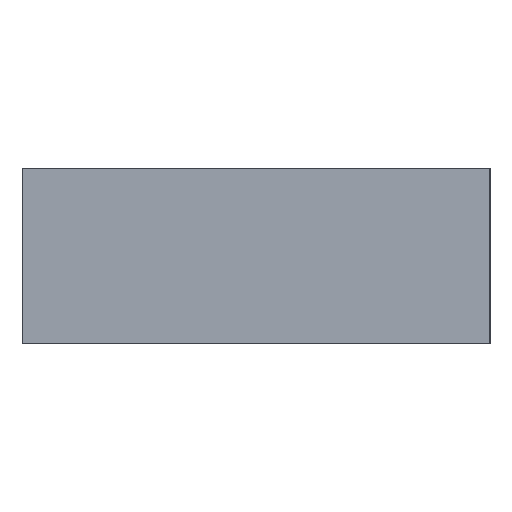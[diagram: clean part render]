
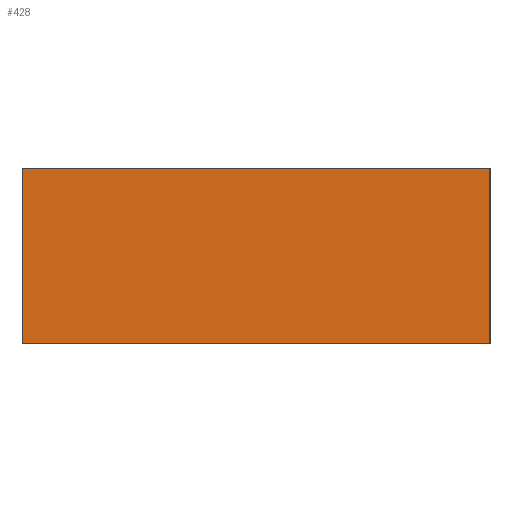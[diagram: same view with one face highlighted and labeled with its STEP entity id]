
A CAD part, left-side view. The second image highlights one B-rep face of the part: STEP entity #428.
In plain terms, the highlighted planar face has unit normal (-1, 0, 0).
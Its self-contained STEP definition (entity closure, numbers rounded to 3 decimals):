
#124=CARTESIAN_POINT('',(-5.0,-4.0,-1.5));
#125=VERTEX_POINT('',#124);
#132=CARTESIAN_POINT('',(-5.0,4.0,-1.5));
#133=VERTEX_POINT('',#132);
#134=CARTESIAN_POINT('',(-5.0,4.0,-1.5));
#135=DIRECTION('',(0.0,-1.0,0.0));
#136=VECTOR('',#135,8.0);
#137=LINE('',#134,#136);
#138=EDGE_CURVE('',#133,#125,#137,.T.);
#311=CARTESIAN_POINT('',(-5.0,4.0,1.5));
#312=VERTEX_POINT('',#311);
#313=CARTESIAN_POINT('',(-5.0,4.0,1.5));
#314=DIRECTION('',(0.0,0.0,-1.0));
#315=VECTOR('',#314,3.);
#316=LINE('',#313,#315);
#317=EDGE_CURVE('',#312,#133,#316,.T.);
#394=CARTESIAN_POINT('',(-5.0,-4.0,1.5));
#395=VERTEX_POINT('',#394);
#402=CARTESIAN_POINT('',(-5.0,-4.0,1.5));
#403=DIRECTION('',(0.0,0.0,-1.0));
#404=VECTOR('',#403,3.);
#405=LINE('',#402,#404);
#406=EDGE_CURVE('',#395,#125,#405,.T.);
#412=CARTESIAN_POINT('',(-5.0,0.0,0.0));
#413=DIRECTION('',(-1.0,0.0,0.0));
#414=DIRECTION('',(0.0,0.0,1.0));
#415=AXIS2_PLACEMENT_3D('',#412,#413,#414);
#416=PLANE('',#415);
#417=CARTESIAN_POINT('',(-5.0,-4.0,1.5));
#418=DIRECTION('',(0.0,1.0,0.0));
#419=VECTOR('',#418,8.0);
#420=LINE('',#417,#419);
#421=EDGE_CURVE('',#395,#312,#420,.T.);
#422=ORIENTED_EDGE('',*,*,#421,.T.);
#423=ORIENTED_EDGE('',*,*,#317,.T.);
#424=ORIENTED_EDGE('',*,*,#138,.T.);
#425=ORIENTED_EDGE('',*,*,#406,.F.);
#426=EDGE_LOOP('',(#422,#423,#424,#425));
#427=FACE_OUTER_BOUND('',#426,.T.);
#428=ADVANCED_FACE('',(#427),#416,.T.);
